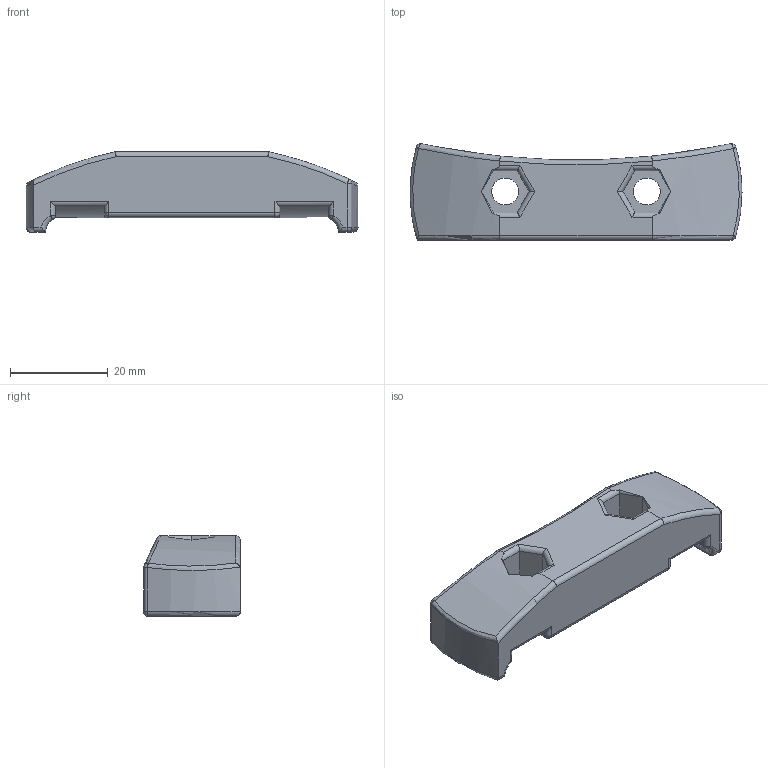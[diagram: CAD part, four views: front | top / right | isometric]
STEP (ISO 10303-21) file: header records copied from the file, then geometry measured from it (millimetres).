
FILE_DESCRIPTION(/* description */ (''),/* implementation_level */ '2;1');
FILE_NAME(/* name */ 'SaddleClipPart1.stp',/* time_stamp */ '2020-06-22T10:34:30+02:00',/* author */ ('hpcwoess'),/* organization */ (''),/* preprocessor_version */ 'ST-DEVELOPER v18.1',/* originating_system */ 'Autodesk Inventor 2020',/* authorisation */ '');
FILE_SCHEMA (('AUTOMOTIVE_DESIGN { 1 0 10303 214 3 1 1 }'));
Length unit declared in the file: millimetre
Products named in the file (1): SaddleClipPart1
Bounding box: 68 x 19.82 x 16.5 mm (x, y, z)
Volume: 13117 mm3; surface area: 4859.9 mm2
Topology: 1 solids, 1 shells, 109 faces, 264 edges, 153 vertices
Faces by surface type: cylinder 46, plane 27, sphere 14, bspline 12, torus 10
Full cylindrical faces by diameter (mm): 5.5 x2
Entity records: 3774 total; most frequent: CARTESIAN_POINT 1302, ORIENTED_EDGE 520, DIRECTION 493, EDGE_CURVE 260, AXIS2_PLACEMENT_3D 196, VERTEX_POINT 153, EDGE_LOOP 113, FACE_OUTER_BOUND 109
